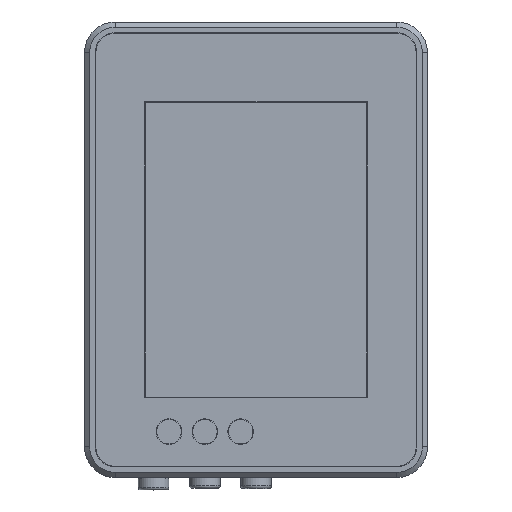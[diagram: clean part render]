
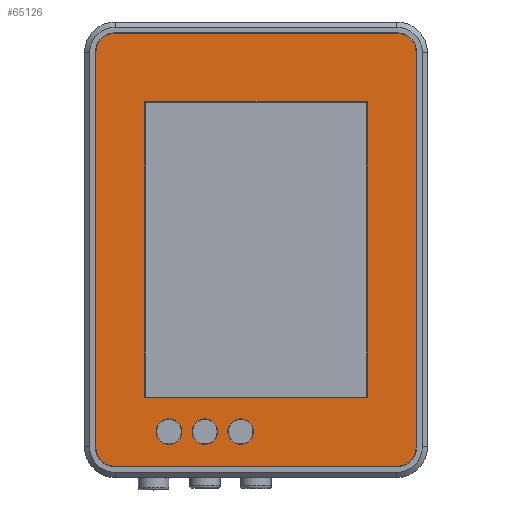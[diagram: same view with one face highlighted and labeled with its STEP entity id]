
A CAD part, top view. The second image highlights one B-rep face of the part: STEP entity #65126.
In plain terms, the highlighted planar face has unit normal (0, 0, 1).
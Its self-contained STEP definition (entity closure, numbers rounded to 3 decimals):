
#929=FACE_BOUND('',#7796,.T.);
#930=FACE_BOUND('',#7797,.T.);
#931=FACE_BOUND('',#7798,.T.);
#932=FACE_BOUND('',#7799,.T.);
#1785=PLANE('',#68812);
#4249=FACE_OUTER_BOUND('',#7795,.T.);
#7795=EDGE_LOOP('',(#44836,#44837,#44838,#44839,#44840,#44841,#44842,#44843));
#7796=EDGE_LOOP('',(#44844,#44845,#44846,#44847));
#7797=EDGE_LOOP('',(#44848));
#7798=EDGE_LOOP('',(#44849));
#7799=EDGE_LOOP('',(#44850));
#12177=LINE('',#92635,#19316);
#12178=LINE('',#92639,#19317);
#12179=LINE('',#92643,#19318);
#12180=LINE('',#92646,#19319);
#12181=LINE('',#92649,#19320);
#12182=LINE('',#92651,#19321);
#12183=LINE('',#92653,#19322);
#12184=LINE('',#92654,#19323);
#19316=VECTOR('',#74569,10.);
#19317=VECTOR('',#74572,10.);
#19318=VECTOR('',#74575,10.);
#19319=VECTOR('',#74578,10.);
#19320=VECTOR('',#74579,10.);
#19321=VECTOR('',#74580,10.);
#19322=VECTOR('',#74581,10.);
#19323=VECTOR('',#74582,10.);
#26475=CIRCLE('',#68795,2.5);
#26479=CIRCLE('',#68802,2.5);
#26483=CIRCLE('',#68809,2.5);
#26485=CIRCLE('',#68813,3.8);
#26486=CIRCLE('',#68814,3.8);
#26487=CIRCLE('',#68815,3.8);
#26488=CIRCLE('',#68816,3.8);
#28469=VERTEX_POINT('',#92598);
#28473=VERTEX_POINT('',#92611);
#28477=VERTEX_POINT('',#92624);
#28479=VERTEX_POINT('',#92631);
#28480=VERTEX_POINT('',#92632);
#28481=VERTEX_POINT('',#92634);
#28482=VERTEX_POINT('',#92636);
#28483=VERTEX_POINT('',#92638);
#28484=VERTEX_POINT('',#92640);
#28485=VERTEX_POINT('',#92642);
#28486=VERTEX_POINT('',#92644);
#28487=VERTEX_POINT('',#92647);
#28488=VERTEX_POINT('',#92648);
#28489=VERTEX_POINT('',#92650);
#28490=VERTEX_POINT('',#92652);
#34880=EDGE_CURVE('',#28469,#28469,#26475,.T.);
#34886=EDGE_CURVE('',#28473,#28473,#26479,.T.);
#34892=EDGE_CURVE('',#28477,#28477,#26483,.T.);
#34895=EDGE_CURVE('',#28479,#28480,#26485,.T.);
#34896=EDGE_CURVE('',#28481,#28479,#12177,.T.);
#34897=EDGE_CURVE('',#28482,#28481,#26486,.T.);
#34898=EDGE_CURVE('',#28483,#28482,#12178,.T.);
#34899=EDGE_CURVE('',#28484,#28483,#26487,.T.);
#34900=EDGE_CURVE('',#28485,#28484,#12179,.T.);
#34901=EDGE_CURVE('',#28486,#28485,#26488,.T.);
#34902=EDGE_CURVE('',#28480,#28486,#12180,.T.);
#34903=EDGE_CURVE('',#28487,#28488,#12181,.T.);
#34904=EDGE_CURVE('',#28488,#28489,#12182,.T.);
#34905=EDGE_CURVE('',#28489,#28490,#12183,.T.);
#34906=EDGE_CURVE('',#28490,#28487,#12184,.T.);
#44836=ORIENTED_EDGE('',*,*,#34895,.F.);
#44837=ORIENTED_EDGE('',*,*,#34896,.F.);
#44838=ORIENTED_EDGE('',*,*,#34897,.F.);
#44839=ORIENTED_EDGE('',*,*,#34898,.F.);
#44840=ORIENTED_EDGE('',*,*,#34899,.F.);
#44841=ORIENTED_EDGE('',*,*,#34900,.F.);
#44842=ORIENTED_EDGE('',*,*,#34901,.F.);
#44843=ORIENTED_EDGE('',*,*,#34902,.F.);
#44844=ORIENTED_EDGE('',*,*,#34903,.T.);
#44845=ORIENTED_EDGE('',*,*,#34904,.T.);
#44846=ORIENTED_EDGE('',*,*,#34905,.T.);
#44847=ORIENTED_EDGE('',*,*,#34906,.T.);
#44848=ORIENTED_EDGE('',*,*,#34892,.T.);
#44849=ORIENTED_EDGE('',*,*,#34886,.T.);
#44850=ORIENTED_EDGE('',*,*,#34880,.T.);
#65126=ADVANCED_FACE('',(#4249,#929,#930,#931,#932),#1785,.F.);
#68795=AXIS2_PLACEMENT_3D('',#92599,#74526,#74527);
#68802=AXIS2_PLACEMENT_3D('',#92612,#74542,#74543);
#68809=AXIS2_PLACEMENT_3D('',#92625,#74558,#74559);
#68812=AXIS2_PLACEMENT_3D('',#92630,#74565,#74566);
#68813=AXIS2_PLACEMENT_3D('',#92633,#74567,#74568);
#68814=AXIS2_PLACEMENT_3D('',#92637,#74570,#74571);
#68815=AXIS2_PLACEMENT_3D('',#92641,#74573,#74574);
#68816=AXIS2_PLACEMENT_3D('',#92645,#74576,#74577);
#74526=DIRECTION('center_axis',(0.,0.,
-1.));
#74527=DIRECTION('ref_axis',(1.,0.,0.));
#74542=DIRECTION('center_axis',(0.,0.,
-1.));
#74543=DIRECTION('ref_axis',(1.,0.,0.));
#74558=DIRECTION('center_axis',(0.,0.,
-1.));
#74559=DIRECTION('ref_axis',(1.,0.,0.));
#74565=DIRECTION('center_axis',(0.,0.,
-1.));
#74566=DIRECTION('ref_axis',(0.,-1.,0.));
#74567=DIRECTION('center_axis',(0.,0.,
-1.));
#74568=DIRECTION('ref_axis',(-0.707,-0.707,0.));
#74569=DIRECTION('',(-1.,0.,0.));
#74570=DIRECTION('center_axis',(0.,0.,
-1.));
#74571=DIRECTION('ref_axis',(0.707,-0.707,0.));
#74572=DIRECTION('',(0.,-1.,0.));
#74573=DIRECTION('center_axis',(0.,0.,
-1.));
#74574=DIRECTION('ref_axis',(0.707,0.707,0.));
#74575=DIRECTION('',(1.,0.,0.));
#74576=DIRECTION('center_axis',(0.,0.,
-1.));
#74577=DIRECTION('ref_axis',(-0.707,0.707,0.));
#74578=DIRECTION('',(0.,1.,0.));
#74579=DIRECTION('',(1.,0.,0.));
#74580=DIRECTION('',(0.,-1.,0.));
#74581=DIRECTION('',(-1.,0.,0.));
#74582=DIRECTION('',(0.,1.,0.));
#92598=CARTESIAN_POINT('',(-40.,-35.55,22.1));
#92599=CARTESIAN_POINT('Origin',(-37.5,-35.55,22.1));
#92611=CARTESIAN_POINT('',(-33.,-35.55,22.1));
#92612=CARTESIAN_POINT('Origin',(-30.5,-35.55,22.1));
#92624=CARTESIAN_POINT('',(-26.,-35.55,22.1));
#92625=CARTESIAN_POINT('Origin',(-23.5,-35.55,22.1));
#92630=CARTESIAN_POINT('Origin',(-20.5,0.,
22.1));
#92631=CARTESIAN_POINT('',(-48.,-42.3,22.1));
#92632=CARTESIAN_POINT('',(-51.8,-38.5,22.1));
#92633=CARTESIAN_POINT('Origin',(-48.,-38.5,22.1));
#92634=CARTESIAN_POINT('',(7.,-42.3,22.1));
#92635=CARTESIAN_POINT('',(-4.75,-42.3,22.1));
#92636=CARTESIAN_POINT('',(10.8,-38.5,22.1));
#92637=CARTESIAN_POINT('Origin',(7.,-38.5,22.1));
#92638=CARTESIAN_POINT('',(10.8,38.5,22.1));
#92639=CARTESIAN_POINT('',(10.8,21.25,22.1));
#92640=CARTESIAN_POINT('',(7.,42.3,22.1));
#92641=CARTESIAN_POINT('Origin',(7.,38.5,22.1));
#92642=CARTESIAN_POINT('',(-48.,42.3,22.1));
#92643=CARTESIAN_POINT('',(-36.25,42.3,22.1));
#92644=CARTESIAN_POINT('',(-51.8,38.5,22.1));
#92645=CARTESIAN_POINT('Origin',(-48.,38.5,22.1));
#92646=CARTESIAN_POINT('',(-51.8,-21.25,22.1));
#92647=CARTESIAN_POINT('',(-42.2,28.9,22.1));
#92648=CARTESIAN_POINT('',(1.2,28.9,22.1));
#92649=CARTESIAN_POINT('',(-31.35,28.9,22.1));
#92650=CARTESIAN_POINT('',(1.2,-28.9,22.1));
#92651=CARTESIAN_POINT('',(1.2,14.45,22.1));
#92652=CARTESIAN_POINT('',(-42.2,-28.9,22.1));
#92653=CARTESIAN_POINT('',(-9.65,-28.9,22.1));
#92654=CARTESIAN_POINT('',(-42.2,-14.45,22.1));
